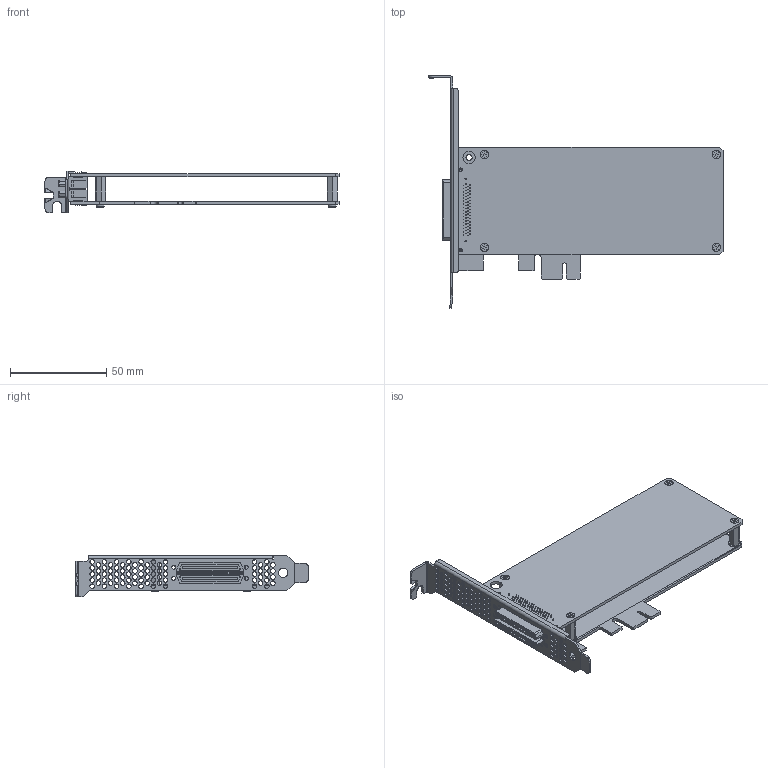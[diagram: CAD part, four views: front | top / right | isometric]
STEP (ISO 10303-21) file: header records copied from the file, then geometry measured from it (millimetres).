
FILE_DESCRIPTION (( 'STEP AP203' ), '1' );
FILE_NAME ('ASI5700-6700.STEP', '2018-04-28T00:29:17', ( '' ), ( '' ), 'SwSTEP 2.0', 'SolidWorks 2017', '' );
FILE_SCHEMA (( 'CONFIG_CONTROL_DESIGN' ));
Length unit declared in the file: inch
Products named in the file (10): ASI6700 PCB-2; PFH 2-56x25 100; standoff hex 2-56x50 X .187; HDW1034; ASI6700-2 PCB; ASI5700-6700; 6700-2; 714300005; PPH 2-56X25
Assembly tree (19 placements, depth 3):
  ASI5700-6700
    6700-2
      ASI6700-2 PCB
      714300005
    HDW1034
    standoff hex 2-56x50 X .187  x4
    ASI6700 PCB-2
      ASI6700 PCB-2
      714300005
    PFH 2-56x25 100  x4
    PPH 2-56X25  x4
Bounding box: 153.1 x 121.02 x 21.59 mm (x, y, z)
Volume: 30979.6 mm3; surface area: 46020.5 mm2
Topology: 17 solids, 17 shells, 3859 faces, 10387 edges, 6866 vertices
Faces by surface type: plane 2974, cylinder 823, cone 40, bspline 14, torus 8
Entity records: 66380 total; most frequent: CARTESIAN_POINT 11513, ORIENTED_EDGE 11132, DIRECTION 10744, EDGE_CURVE 5566, LINE 4474, VECTOR 4474, VERTEX_POINT 3676, AXIS2_PLACEMENT_3D 3135
